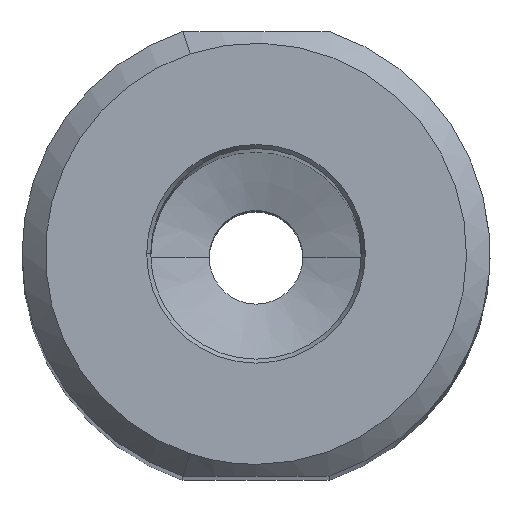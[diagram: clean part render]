
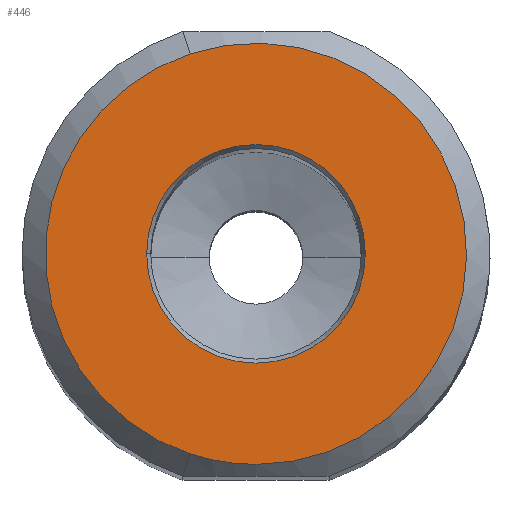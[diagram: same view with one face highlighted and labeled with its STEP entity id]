
A CAD part, top view. The second image highlights one B-rep face of the part: STEP entity #446.
In plain terms, the highlighted planar face has unit normal (0, 0, 1).
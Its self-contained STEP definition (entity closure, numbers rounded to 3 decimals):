
#446=ADVANCED_FACE('',(#548,#549),#510,.T.);
#510=PLANE('',#1607);
#548=FACE_BOUND('',#587,.T.);
#549=FACE_BOUND('',#588,.T.);
#587=EDGE_LOOP('',(#789,#790,#791));
#588=EDGE_LOOP('',(#792,#793));
#789=ORIENTED_EDGE('',*,*,#1207,.F.);
#790=ORIENTED_EDGE('',*,*,#1205,.F.);
#791=ORIENTED_EDGE('',*,*,#1204,.F.);
#792=ORIENTED_EDGE('',*,*,#1246,.F.);
#793=ORIENTED_EDGE('',*,*,#1247,.F.);
#1073=VERTEX_POINT('',#2358);
#1074=VERTEX_POINT('',#2360);
#1075=VERTEX_POINT('',#2362);
#1099=VERTEX_POINT('',#2643);
#1100=VERTEX_POINT('',#2645);
#1204=EDGE_CURVE('',#1073,#1074,#1382,.T.);
#1205=EDGE_CURVE('',#1074,#1075,#1383,.T.);
#1207=EDGE_CURVE('',#1075,#1073,#1384,.T.);
#1246=EDGE_CURVE('',#1100,#1099,#1401,.T.);
#1247=EDGE_CURVE('',#1099,#1100,#1402,.T.);
#1382=CIRCLE('',#1571,9.);
#1383=CIRCLE('',#1572,9.);
#1384=CIRCLE('',#1574,9.);
#1401=CIRCLE('',#1604,4.673);
#1402=CIRCLE('',#1606,4.673);
#1571=AXIS2_PLACEMENT_3D('',#2359,#1800,#1801);
#1572=AXIS2_PLACEMENT_3D('',#2361,#1802,#1803);
#1574=AXIS2_PLACEMENT_3D('',#2365,#1807,#1808);
#1604=AXIS2_PLACEMENT_3D('',#2646,#1881,#1882);
#1606=AXIS2_PLACEMENT_3D('',#2648,#1885,#1886);
#1607=AXIS2_PLACEMENT_3D('',#2649,#1887,#1888);
#1800=DIRECTION('',(0.,0.,-1.));
#1801=DIRECTION('',(-0.312,0.95,0.));
#1802=DIRECTION('',(0.,0.,-1.));
#1803=DIRECTION('',(0.,-1.,0.));
#1807=DIRECTION('',(0.,0.,-1.));
#1808=DIRECTION('',(-0.312,-0.95,0.));
#1881=DIRECTION('',(0.,0.,1.));
#1882=DIRECTION('',(1.,0.,0.));
#1885=DIRECTION('',(0.,0.,1.));
#1886=DIRECTION('',(-1.,0.,0.));
#1887=DIRECTION('',(0.,0.,1.));
#1888=DIRECTION('',(1.,0.,0.));
#2358=CARTESIAN_POINT('',(-2.81,8.55,0.));
#2359=CARTESIAN_POINT('',(0.,0.,0.));
#2360=CARTESIAN_POINT('',(0.,-9.,0.));
#2361=CARTESIAN_POINT('',(0.,0.,0.));
#2362=CARTESIAN_POINT('',(-2.81,-8.55,0.));
#2365=CARTESIAN_POINT('',(0.,0.,0.));
#2643=CARTESIAN_POINT('',(-4.673,0.,0.));
#2645=CARTESIAN_POINT('',(4.673,0.,0.));
#2646=CARTESIAN_POINT('',(0.,0.,0.));
#2648=CARTESIAN_POINT('',(0.,0.,0.));
#2649=CARTESIAN_POINT('',(-0.004,0.005,0.));
